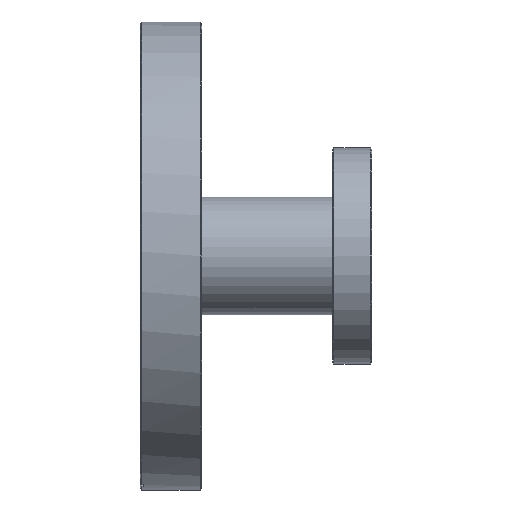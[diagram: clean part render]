
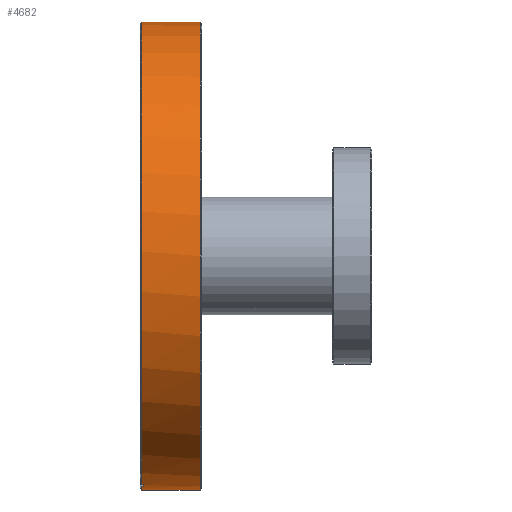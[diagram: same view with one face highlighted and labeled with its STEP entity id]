
A CAD part, left-side view. The second image highlights one B-rep face of the part: STEP entity #4682.
In plain terms, the highlighted cylindrical face has radius 75.8 mm (diameter 151.6 mm), a partial arc.
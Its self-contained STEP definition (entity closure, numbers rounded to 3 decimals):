
#10 = VERTEX_POINT ( 'NONE', #5917 ) ;
#11 = CARTESIAN_POINT ( 'NONE',  ( 0., -0.5, -75.8 ) ) ;
#61 = CARTESIAN_POINT ( 'NONE',  ( 0., -0.5, 0. ) ) ;
#74 = AXIS2_PLACEMENT_3D ( 'NONE', #61, #3489, #567 ) ;
#113 = VECTOR ( 'NONE', #4692, 1000. ) ;
#205 = VERTEX_POINT ( 'NONE', #3164 ) ;
#360 = EDGE_CURVE ( 'NONE', #3957, #3224, #3910, .T. ) ;
#394 = CIRCLE ( 'NONE', #74, 75.8 ) ;
#434 = DIRECTION ( 'NONE',  ( 0., 0., -1. ) ) ;
#458 = ORIENTED_EDGE ( 'NONE', *, *, #698, .T. ) ;
#567 = DIRECTION ( 'NONE',  ( 0., 0., 1. ) ) ;
#698 = EDGE_CURVE ( 'NONE', #1045, #4543, #5493, .T. ) ;
#759 = CARTESIAN_POINT ( 'NONE',  ( 0., 19.776, 75.8 ) ) ;
#773 = DIRECTION ( 'NONE',  ( 0., -1., 0. ) ) ;
#817 = VECTOR ( 'NONE', #2964, 1000. ) ;
#939 = CARTESIAN_POINT ( 'NONE',  ( 0., -19.4, -75.8 ) ) ;
#1004 = AXIS2_PLACEMENT_3D ( 'NONE', #3037, #773, #6054 ) ;
#1015 = CARTESIAN_POINT ( 'NONE',  ( -13.806, 19.776, -74.532 ) ) ;
#1045 = VERTEX_POINT ( 'NONE', #2136 ) ;
#1141 = ORIENTED_EDGE ( 'NONE', *, *, #5752, .F. ) ;
#1143 = EDGE_LOOP ( 'NONE', ( #5928, #5389, #458, #3492, #1141, #1801, #5463, #3220 ) ) ;
#1369 = CARTESIAN_POINT ( 'NONE',  ( -13.806, -1., -74.532 ) ) ;
#1434 = LINE ( 'NONE', #3732, #113 ) ;
#1726 = VERTEX_POINT ( 'NONE', #939 ) ;
#1783 = VECTOR ( 'NONE', #3533, 1000. ) ;
#1801 = ORIENTED_EDGE ( 'NONE', *, *, #360, .T. ) ;
#2007 = AXIS2_PLACEMENT_3D ( 'NONE', #5113, #2225, #5598 ) ;
#2136 = CARTESIAN_POINT ( 'NONE',  ( 0., -19.4, 75.8 ) ) ;
#2225 = DIRECTION ( 'NONE',  ( 0., -1., 0. ) ) ;
#2278 = DIRECTION ( 'NONE',  ( 0., 1., 0. ) ) ;
#2292 = EDGE_CURVE ( 'NONE', #1726, #1045, #6050, .T. ) ;
#2382 = EDGE_CURVE ( 'NONE', #3224, #205, #5824, .T. ) ;
#2474 = CARTESIAN_POINT ( 'NONE',  ( -15.767, -1., -74.142 ) ) ;
#2660 = EDGE_CURVE ( 'NONE', #1726, #4522, #1434, .T. ) ;
#2964 = DIRECTION ( 'NONE',  ( 0., 1., 0. ) ) ;
#3001 = CARTESIAN_POINT ( 'NONE',  ( 0., -0.5, 75.8 ) ) ;
#3037 = CARTESIAN_POINT ( 'NONE',  ( 0., -1., 0. ) ) ;
#3069 = EDGE_CURVE ( 'NONE', #4543, #10, #4465, .T. ) ;
#3123 = DIRECTION ( 'NONE',  ( 0., 0., 1. ) ) ;
#3164 = CARTESIAN_POINT ( 'NONE',  ( -13.806, -0.5, -74.532 ) ) ;
#3220 = ORIENTED_EDGE ( 'NONE', *, *, #4013, .T. ) ;
#3224 = VERTEX_POINT ( 'NONE', #1369 ) ;
#3370 = DIRECTION ( 'NONE',  ( 0., 1., 0. ) ) ;
#3489 = DIRECTION ( 'NONE',  ( 0., -1., 0. ) ) ;
#3492 = ORIENTED_EDGE ( 'NONE', *, *, #3069, .T. ) ;
#3533 = DIRECTION ( 'NONE',  ( 0., 1., 0. ) ) ;
#3609 = CARTESIAN_POINT ( 'NONE',  ( 0., 19.776, 0. ) ) ;
#3732 = CARTESIAN_POINT ( 'NONE',  ( 0., 19.776, -75.8 ) ) ;
#3910 = CIRCLE ( 'NONE', #1004, 75.8 ) ;
#3957 = VERTEX_POINT ( 'NONE', #2474 ) ;
#4013 = EDGE_CURVE ( 'NONE', #205, #4522, #394, .T. ) ;
#4344 = FACE_OUTER_BOUND ( 'NONE', #1143, .T. ) ;
#4465 = CIRCLE ( 'NONE', #2007, 75.8 ) ;
#4522 = VERTEX_POINT ( 'NONE', #11 ) ;
#4543 = VERTEX_POINT ( 'NONE', #3001 ) ;
#4559 = VECTOR ( 'NONE', #2278, 1000. ) ;
#4682 = ADVANCED_FACE ( 'NONE', ( #4344 ), #5015, .T. ) ;
#4692 = DIRECTION ( 'NONE',  ( 0., 1., 0. ) ) ;
#5015 = CYLINDRICAL_SURFACE ( 'NONE', #6016, 75.8 ) ;
#5049 = DIRECTION ( 'NONE',  ( 0., 1., 0. ) ) ;
#5113 = CARTESIAN_POINT ( 'NONE',  ( 0., -0.5, 0. ) ) ;
#5170 = CARTESIAN_POINT ( 'NONE',  ( -15.767, 19.776, -74.142 ) ) ;
#5389 = ORIENTED_EDGE ( 'NONE', *, *, #2292, .T. ) ;
#5463 = ORIENTED_EDGE ( 'NONE', *, *, #2382, .T. ) ;
#5493 = LINE ( 'NONE', #759, #1783 ) ;
#5598 = DIRECTION ( 'NONE',  ( 0., 0., 1. ) ) ;
#5752 = EDGE_CURVE ( 'NONE', #3957, #10, #5983, .T. ) ;
#5824 = LINE ( 'NONE', #1015, #817 ) ;
#5917 = CARTESIAN_POINT ( 'NONE',  ( -15.767, -0.5, -74.142 ) ) ;
#5928 = ORIENTED_EDGE ( 'NONE', *, *, #2660, .F. ) ;
#5983 = LINE ( 'NONE', #5170, #4559 ) ;
#6016 = AXIS2_PLACEMENT_3D ( 'NONE', #3609, #5049, #3123 ) ;
#6050 = CIRCLE ( 'NONE', #6170, 75.8 ) ;
#6054 = DIRECTION ( 'NONE',  ( 0., 0., 1. ) ) ;
#6170 = AXIS2_PLACEMENT_3D ( 'NONE', #6244, #3370, #434 ) ;
#6244 = CARTESIAN_POINT ( 'NONE',  ( 0., -19.4, 0. ) ) ;
